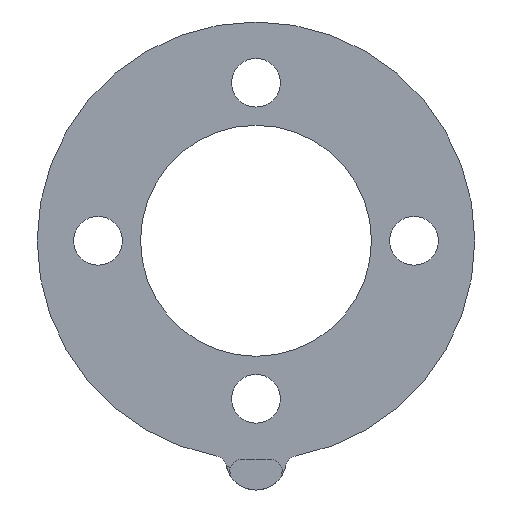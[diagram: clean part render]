
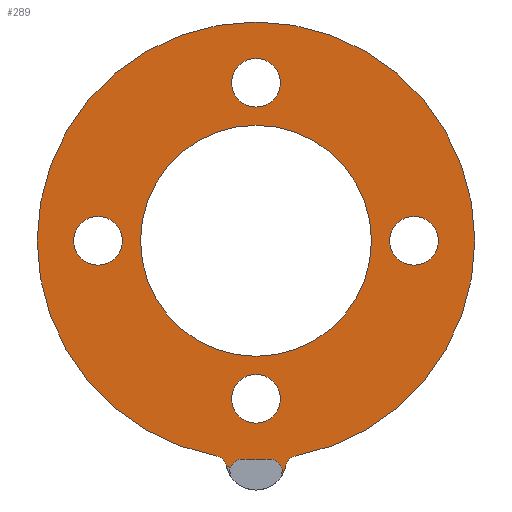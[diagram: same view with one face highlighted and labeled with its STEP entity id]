
A CAD part, front view. The second image highlights one B-rep face of the part: STEP entity #289.
In plain terms, the highlighted planar face has unit normal (0, -1, 0).
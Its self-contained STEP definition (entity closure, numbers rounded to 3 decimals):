
#20=FACE_BOUND('',#63,.T.);
#21=FACE_BOUND('',#64,.T.);
#22=FACE_BOUND('',#65,.T.);
#23=FACE_BOUND('',#66,.T.);
#24=FACE_BOUND('',#67,.T.);
#27=PLANE('',#350);
#42=FACE_OUTER_BOUND('',#62,.T.);
#62=EDGE_LOOP('',(#250,#251,#252,#253,#254,#255,#256,#257));
#63=EDGE_LOOP('',(#258));
#64=EDGE_LOOP('',(#259));
#65=EDGE_LOOP('',(#260));
#66=EDGE_LOOP('',(#261));
#67=EDGE_LOOP('',(#262));
#95=CIRCLE('',#312,1.);
#97=CIRCLE('',#315,2.5);
#99=CIRCLE('',#317,2.5);
#100=CIRCLE('',#319,1.);
#103=CIRCLE('',#323,1.);
#106=CIRCLE('',#328,1.);
#107=CIRCLE('',#330,18.);
#108=CIRCLE('',#332,18.);
#111=CIRCLE('',#336,9.5);
#113=CIRCLE('',#339,2.);
#115=CIRCLE('',#342,2.);
#117=CIRCLE('',#345,2.);
#119=CIRCLE('',#348,2.);
#122=VERTEX_POINT('',#453);
#123=VERTEX_POINT('',#455);
#125=VERTEX_POINT('',#461);
#126=VERTEX_POINT('',#463);
#129=VERTEX_POINT('',#469);
#130=VERTEX_POINT('',#473);
#133=VERTEX_POINT('',#481);
#135=VERTEX_POINT('',#489);
#137=VERTEX_POINT('',#500);
#139=VERTEX_POINT('',#506);
#141=VERTEX_POINT('',#512);
#143=VERTEX_POINT('',#518);
#145=VERTEX_POINT('',#524);
#148=EDGE_CURVE('',#122,#123,#95,.T.);
#152=EDGE_CURVE('',#126,#125,#97,.T.);
#156=EDGE_CURVE('',#122,#129,#99,.T.);
#157=EDGE_CURVE('',#130,#125,#100,.T.);
#161=EDGE_CURVE('',#126,#133,#103,.F.);
#166=EDGE_CURVE('',#129,#135,#106,.T.);
#167=EDGE_CURVE('',#133,#135,#107,.T.);
#168=EDGE_CURVE('',#123,#130,#108,.T.);
#172=EDGE_CURVE('',#137,#137,#111,.T.);
#175=EDGE_CURVE('',#139,#139,#113,.T.);
#178=EDGE_CURVE('',#141,#141,#115,.T.);
#181=EDGE_CURVE('',#143,#143,#117,.T.);
#184=EDGE_CURVE('',#145,#145,#119,.T.);
#250=ORIENTED_EDGE('',*,*,#148,.F.);
#251=ORIENTED_EDGE('',*,*,#156,.T.);
#252=ORIENTED_EDGE('',*,*,#166,.T.);
#253=ORIENTED_EDGE('',*,*,#167,.F.);
#254=ORIENTED_EDGE('',*,*,#161,.F.);
#255=ORIENTED_EDGE('',*,*,#152,.T.);
#256=ORIENTED_EDGE('',*,*,#157,.F.);
#257=ORIENTED_EDGE('',*,*,#168,.F.);
#258=ORIENTED_EDGE('',*,*,#184,.F.);
#259=ORIENTED_EDGE('',*,*,#181,.F.);
#260=ORIENTED_EDGE('',*,*,#178,.F.);
#261=ORIENTED_EDGE('',*,*,#175,.F.);
#262=ORIENTED_EDGE('',*,*,#172,.F.);
#289=ADVANCED_FACE('',(#42,#20,#21,#22,#23,#24),#27,.F.);
#312=AXIS2_PLACEMENT_3D('',#456,#358,#359);
#315=AXIS2_PLACEMENT_3D('',#464,#366,#367);
#317=AXIS2_PLACEMENT_3D('',#471,#372,#373);
#319=AXIS2_PLACEMENT_3D('',#474,#376,#377);
#323=AXIS2_PLACEMENT_3D('',#482,#385,#386);
#328=AXIS2_PLACEMENT_3D('',#491,#397,#398);
#330=AXIS2_PLACEMENT_3D('',#493,#401,#402);
#332=AXIS2_PLACEMENT_3D('',#495,#405,#406);
#336=AXIS2_PLACEMENT_3D('',#502,#414,#415);
#339=AXIS2_PLACEMENT_3D('',#508,#421,#422);
#342=AXIS2_PLACEMENT_3D('',#514,#428,#429);
#345=AXIS2_PLACEMENT_3D('',#520,#435,#436);
#348=AXIS2_PLACEMENT_3D('',#526,#442,#443);
#350=AXIS2_PLACEMENT_3D('',#528,#446,#447);
#358=DIRECTION('center_axis',(0.,-1.,0.));
#359=DIRECTION('ref_axis',(0.701,0.,0.713));
#366=DIRECTION('center_axis',(0.,-1.,0.));
#367=DIRECTION('ref_axis',(1.,0.,0.));
#372=DIRECTION('center_axis',(0.,-1.,0.));
#373=DIRECTION('ref_axis',(1.,0.,0.));
#376=DIRECTION('center_axis',(0.,-1.,0.));
#377=DIRECTION('ref_axis',(-0.701,0.,0.713));
#385=DIRECTION('center_axis',(0.,1.,0.));
#386=DIRECTION('ref_axis',(0.893,0.,0.449));
#397=DIRECTION('center_axis',(0.,1.,0.));
#398=DIRECTION('ref_axis',(-0.893,0.,0.449));
#401=DIRECTION('center_axis',(0.,1.,0.));
#402=DIRECTION('ref_axis',(-1.,0.,0.));
#405=DIRECTION('center_axis',(0.,1.,0.));
#406=DIRECTION('ref_axis',(-1.,0.,0.));
#414=DIRECTION('center_axis',(0.,-1.,0.));
#415=DIRECTION('ref_axis',(1.,0.,0.));
#421=DIRECTION('center_axis',(0.,-1.,0.));
#422=DIRECTION('ref_axis',(1.,0.,0.));
#428=DIRECTION('center_axis',(0.,-1.,0.));
#429=DIRECTION('ref_axis',(1.,0.,0.));
#435=DIRECTION('center_axis',(0.,-1.,0.));
#436=DIRECTION('ref_axis',(1.,0.,0.));
#442=DIRECTION('center_axis',(0.,-1.,0.));
#443=DIRECTION('ref_axis',(1.,0.,0.));
#446=DIRECTION('center_axis',(0.,1.,0.));
#447=DIRECTION('ref_axis',(0.,0.,1.));
#453=CARTESIAN_POINT('',(-2.451,0.,-18.491));
#455=CARTESIAN_POINT('',(-3.251,0.,-17.704));
#456=CARTESIAN_POINT('Origin',(-3.432,0.,-18.688));
#461=CARTESIAN_POINT('',(2.451,0.,-18.491));
#463=CARTESIAN_POINT('',(1.914,0.,-19.609));
#464=CARTESIAN_POINT('Origin',(0.,0.,-18.));
#469=CARTESIAN_POINT('',(-1.914,0.,-19.609));
#471=CARTESIAN_POINT('Origin',(0.,0.,-18.));
#473=CARTESIAN_POINT('',(3.251,0.,-17.704));
#474=CARTESIAN_POINT('Origin',(3.432,0.,-18.688));
#481=CARTESIAN_POINT('',(1.088,0.,-17.967));
#482=CARTESIAN_POINT('Origin',(1.148,0.,-18.965));
#489=CARTESIAN_POINT('',(-1.088,0.,-17.967));
#491=CARTESIAN_POINT('Origin',(-1.148,0.,-18.965));
#493=CARTESIAN_POINT('Origin',(0.,0.,0.));
#495=CARTESIAN_POINT('Origin',(0.,0.,0.));
#500=CARTESIAN_POINT('',(-9.5,0.,0.));
#502=CARTESIAN_POINT('Origin',(0.,0.,0.));
#506=CARTESIAN_POINT('',(-2.,0.,13.));
#508=CARTESIAN_POINT('Origin',(0.,0.,13.));
#512=CARTESIAN_POINT('',(-15.,0.,0.));
#514=CARTESIAN_POINT('Origin',(-13.,0.,0.));
#518=CARTESIAN_POINT('',(-2.,0.,-13.));
#520=CARTESIAN_POINT('Origin',(0.,0.,-13.));
#524=CARTESIAN_POINT('',(11.,0.,0.));
#526=CARTESIAN_POINT('Origin',(13.,0.,0.));
#528=CARTESIAN_POINT('Origin',(0.,0.,0.));
